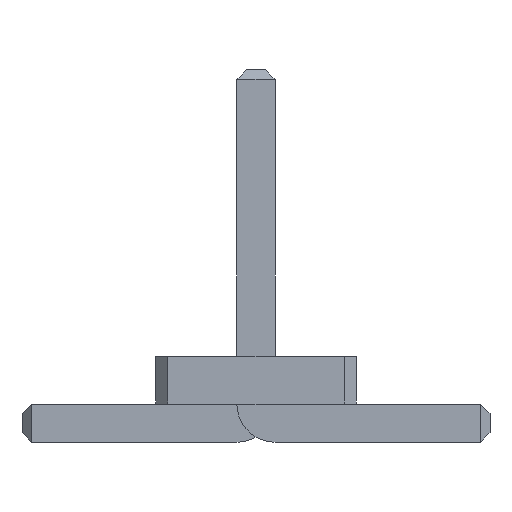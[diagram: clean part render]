
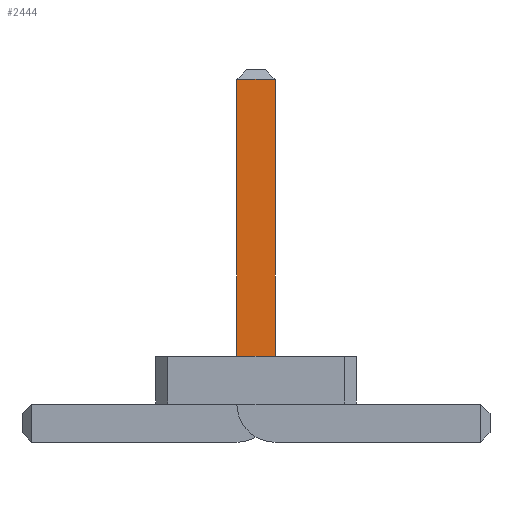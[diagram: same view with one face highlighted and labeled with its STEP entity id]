
A CAD part, front view. The second image highlights one B-rep face of the part: STEP entity #2444.
In plain terms, the highlighted planar face has unit normal (0, -1, 0).
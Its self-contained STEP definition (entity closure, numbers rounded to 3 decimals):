
#978 = VERTEX_POINT('',#979);
#979 = CARTESIAN_POINT('',(0.2,-2.74,0.9));
#994 = VERTEX_POINT('',#995);
#995 = CARTESIAN_POINT('',(-0.2,-2.74,0.9));
#1001 = EDGE_CURVE('',#978,#994,#1002,.T.);
#1002 = LINE('',#1003,#1004);
#1003 = CARTESIAN_POINT('',(-0.562,-2.74,0.9));
#1004 = VECTOR('',#1005,1.);
#1005 = DIRECTION('',(-1.,-0.,-0.));
#2426 = VERTEX_POINT('',#2427);
#2427 = CARTESIAN_POINT('',(0.2,-2.74,3.8));
#2433 = EDGE_CURVE('',#2426,#978,#2434,.T.);
#2434 = LINE('',#2435,#2436);
#2435 = CARTESIAN_POINT('',(0.2,-2.74,3.9));
#2436 = VECTOR('',#2437,1.);
#2437 = DIRECTION('',(0.,0.,-1.));
#2444 = ADVANCED_FACE('',(#2445),#2463,.T.);
#2445 = FACE_BOUND('',#2446,.T.);
#2446 = EDGE_LOOP('',(#2447,#2455,#2456,#2457));
#2447 = ORIENTED_EDGE('',*,*,#2448,.F.);
#2448 = EDGE_CURVE('',#994,#2449,#2451,.T.);
#2449 = VERTEX_POINT('',#2450);
#2450 = CARTESIAN_POINT('',(-0.2,-2.74,3.8));
#2451 = LINE('',#2452,#2453);
#2452 = CARTESIAN_POINT('',(-0.2,-2.74,0.));
#2453 = VECTOR('',#2454,1.);
#2454 = DIRECTION('',(0.,0.,1.));
#2455 = ORIENTED_EDGE('',*,*,#1001,.F.);
#2456 = ORIENTED_EDGE('',*,*,#2433,.F.);
#2457 = ORIENTED_EDGE('',*,*,#2458,.F.);
#2458 = EDGE_CURVE('',#2449,#2426,#2459,.T.);
#2459 = LINE('',#2460,#2461);
#2460 = CARTESIAN_POINT('',(-0.2,-2.74,3.8));
#2461 = VECTOR('',#2462,1.);
#2462 = DIRECTION('',(1.,0.,0.));
#2463 = PLANE('',#2464);
#2464 = AXIS2_PLACEMENT_3D('',#2465,#2466,#2467);
#2465 = CARTESIAN_POINT('',(-0.2,-2.74,3.9));
#2466 = DIRECTION('',(0.,-1.,0.));
#2467 = DIRECTION('',(0.,0.,-1.));
